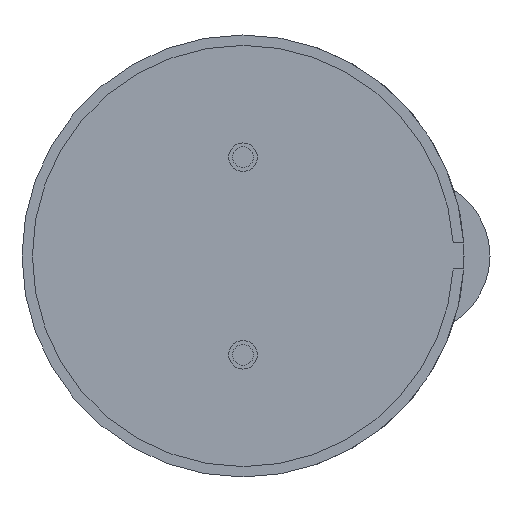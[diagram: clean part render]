
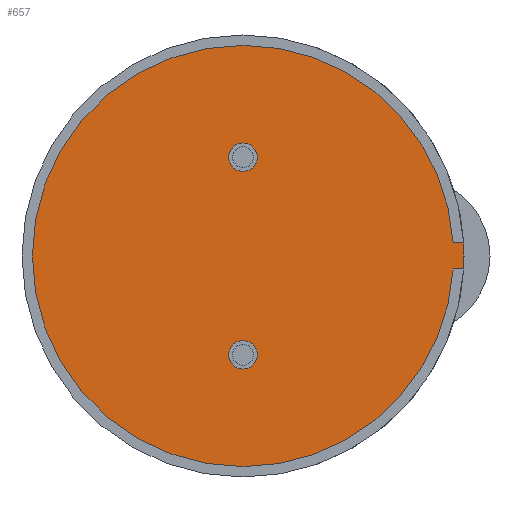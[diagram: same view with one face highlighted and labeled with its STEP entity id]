
A CAD part, front view. The second image highlights one B-rep face of the part: STEP entity #657.
In plain terms, the highlighted planar face has unit normal (0, -1, 0).
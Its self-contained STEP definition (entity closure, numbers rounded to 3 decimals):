
#3 = AXIS2_PLACEMENT_3D ( 'NONE', #679, #1116, #125 ) ;
#9 = VERTEX_POINT ( 'NONE', #1002 ) ;
#12 = ORIENTED_EDGE ( 'NONE', *, *, #1055, .T. ) ;
#46 = ORIENTED_EDGE ( 'NONE', *, *, #145, .F. ) ;
#50 = CIRCLE ( 'NONE', #3, 8.1 ) ;
#59 = ORIENTED_EDGE ( 'NONE', *, *, #934, .F. ) ;
#60 = PLANE ( 'NONE',  #367 ) ;
#96 = DIRECTION ( 'NONE',  ( 0., 0., -1. ) ) ;
#125 = DIRECTION ( 'NONE',  ( 0., 0., -1. ) ) ;
#144 = EDGE_LOOP ( 'NONE', ( #509, #1061 ) ) ;
#145 = EDGE_CURVE ( 'NONE', #835, #536, #1070, .T. ) ;
#149 = CARTESIAN_POINT ( 'NONE',  ( 0., 0.5, 3.8 ) ) ;
#156 = CARTESIAN_POINT ( 'NONE',  ( 0., 0.5, 0. ) ) ;
#168 = EDGE_LOOP ( 'NONE', ( #967, #738, #12, #777, #229, #382 ) ) ;
#170 = VERTEX_POINT ( 'NONE', #954 ) ;
#215 = EDGE_CURVE ( 'NONE', #577, #575, #548, .T. ) ;
#229 = ORIENTED_EDGE ( 'NONE', *, *, #215, .T. ) ;
#234 = DIRECTION ( 'NONE',  ( 0., 0., -1. ) ) ;
#240 = CIRCLE ( 'NONE', #713, 0.55 ) ;
#244 = CARTESIAN_POINT ( 'NONE',  ( 8.485, 0.5, -0.5 ) ) ;
#251 = DIRECTION ( 'NONE',  ( 0., -1., 0. ) ) ;
#263 = EDGE_CURVE ( 'NONE', #925, #358, #240, .T. ) ;
#330 = DIRECTION ( 'NONE',  ( 0., -1., 0. ) ) ;
#358 = VERTEX_POINT ( 'NONE', #927 ) ;
#367 = AXIS2_PLACEMENT_3D ( 'NONE', #767, #707, #1078 ) ;
#378 = DIRECTION ( 'NONE',  ( 0., 0., -1. ) ) ;
#382 = ORIENTED_EDGE ( 'NONE', *, *, #982, .T. ) ;
#393 = CARTESIAN_POINT ( 'NONE',  ( 8.085, 0.5, 0.5 ) ) ;
#397 = DIRECTION ( 'NONE',  ( 1., 0., 0. ) ) ;
#446 = DIRECTION ( 'NONE',  ( 0., -1., 0. ) ) ;
#455 = AXIS2_PLACEMENT_3D ( 'NONE', #893, #251, #234 ) ;
#465 = VECTOR ( 'NONE', #661, 1000. ) ;
#498 = FACE_OUTER_BOUND ( 'NONE', #168, .T. ) ;
#503 = CARTESIAN_POINT ( 'NONE',  ( 8.085, 0.5, 0.5 ) ) ;
#509 = ORIENTED_EDGE ( 'NONE', *, *, #263, .F. ) ;
#536 = VERTEX_POINT ( 'NONE', #1036 ) ;
#548 = CIRCLE ( 'NONE', #869, 8.1 ) ;
#567 = LINE ( 'NONE', #503, #465 ) ;
#575 = VERTEX_POINT ( 'NONE', #1054 ) ;
#577 = VERTEX_POINT ( 'NONE', #597 ) ;
#592 = EDGE_CURVE ( 'NONE', #358, #925, #706, .T. ) ;
#597 = CARTESIAN_POINT ( 'NONE',  ( 0., 0.5, -8.1 ) ) ;
#603 = AXIS2_PLACEMENT_3D ( 'NONE', #149, #330, #778 ) ;
#604 = VERTEX_POINT ( 'NONE', #244 ) ;
#607 = DIRECTION ( 'NONE',  ( 0., 0., -1. ) ) ;
#625 = CARTESIAN_POINT ( 'NONE',  ( 0., 0.5, 3.25 ) ) ;
#657 = ADVANCED_FACE ( 'NONE', ( #788, #751, #498 ), #60, .T. ) ;
#661 = DIRECTION ( 'NONE',  ( -1., 0., 0. ) ) ;
#678 = CIRCLE ( 'NONE', #825, 8.1 ) ;
#679 = CARTESIAN_POINT ( 'NONE',  ( 0., 0.5, 0. ) ) ;
#706 = CIRCLE ( 'NONE', #603, 0.55 ) ;
#707 = DIRECTION ( 'NONE',  ( 0., -1., 0. ) ) ;
#713 = AXIS2_PLACEMENT_3D ( 'NONE', #811, #446, #96 ) ;
#738 = ORIENTED_EDGE ( 'NONE', *, *, #1103, .T. ) ;
#751 = FACE_BOUND ( 'NONE', #911, .T. ) ;
#767 = CARTESIAN_POINT ( 'NONE',  ( 0., 0.5, 0. ) ) ;
#770 = AXIS2_PLACEMENT_3D ( 'NONE', #156, #968, #607 ) ;
#777 = ORIENTED_EDGE ( 'NONE', *, *, #1132, .T. ) ;
#778 = DIRECTION ( 'NONE',  ( 0., 0., -1. ) ) ;
#788 = FACE_BOUND ( 'NONE', #144, .T. ) ;
#808 = DIRECTION ( 'NONE',  ( 0., 0., -1. ) ) ;
#811 = CARTESIAN_POINT ( 'NONE',  ( 0., 0.5, 3.8 ) ) ;
#819 = CARTESIAN_POINT ( 'NONE',  ( 0., 0.5, -3.8 ) ) ;
#825 = AXIS2_PLACEMENT_3D ( 'NONE', #870, #1130, #1120 ) ;
#833 = AXIS2_PLACEMENT_3D ( 'NONE', #819, #923, #378 ) ;
#835 = VERTEX_POINT ( 'NONE', #904 ) ;
#837 = CARTESIAN_POINT ( 'NONE',  ( 8.485, 0.5, -0.5 ) ) ;
#869 = AXIS2_PLACEMENT_3D ( 'NONE', #1042, #1134, #808 ) ;
#870 = CARTESIAN_POINT ( 'NONE',  ( 0., 0.5, 0. ) ) ;
#893 = CARTESIAN_POINT ( 'NONE',  ( 0., 0.5, -3.8 ) ) ;
#904 = CARTESIAN_POINT ( 'NONE',  ( 0., 0.5, -4.35 ) ) ;
#911 = EDGE_LOOP ( 'NONE', ( #46, #59 ) ) ;
#923 = DIRECTION ( 'NONE',  ( 0., -1., 0. ) ) ;
#925 = VERTEX_POINT ( 'NONE', #625 ) ;
#927 = CARTESIAN_POINT ( 'NONE',  ( 0., 0.5, 4.35 ) ) ;
#928 = LINE ( 'NONE', #837, #1052 ) ;
#934 = EDGE_CURVE ( 'NONE', #536, #835, #1115, .T. ) ;
#954 = CARTESIAN_POINT ( 'NONE',  ( 0., 0.5, 8.1 ) ) ;
#967 = ORIENTED_EDGE ( 'NONE', *, *, #1159, .T. ) ;
#968 = DIRECTION ( 'NONE',  ( 0., -1., 0. ) ) ;
#982 = EDGE_CURVE ( 'NONE', #575, #604, #928, .T. ) ;
#987 = VERTEX_POINT ( 'NONE', #393 ) ;
#1002 = CARTESIAN_POINT ( 'NONE',  ( 8.485, 0.5, 0.5 ) ) ;
#1036 = CARTESIAN_POINT ( 'NONE',  ( 0., 0.5, -3.25 ) ) ;
#1042 = CARTESIAN_POINT ( 'NONE',  ( 0., 0.5, 0. ) ) ;
#1052 = VECTOR ( 'NONE', #397, 1000. ) ;
#1054 = CARTESIAN_POINT ( 'NONE',  ( 8.085, 0.5, -0.5 ) ) ;
#1055 = EDGE_CURVE ( 'NONE', #987, #170, #678, .T. ) ;
#1061 = ORIENTED_EDGE ( 'NONE', *, *, #592, .F. ) ;
#1070 = CIRCLE ( 'NONE', #455, 0.55 ) ;
#1078 = DIRECTION ( 'NONE',  ( 0., 0., -1. ) ) ;
#1103 = EDGE_CURVE ( 'NONE', #9, #987, #567, .T. ) ;
#1115 = CIRCLE ( 'NONE', #833, 0.55 ) ;
#1116 = DIRECTION ( 'NONE',  ( 0., -1., 0. ) ) ;
#1120 = DIRECTION ( 'NONE',  ( 0., 0., -1. ) ) ;
#1130 = DIRECTION ( 'NONE',  ( 0., -1., 0. ) ) ;
#1132 = EDGE_CURVE ( 'NONE', #170, #577, #50, .T. ) ;
#1134 = DIRECTION ( 'NONE',  ( 0., -1., 0. ) ) ;
#1159 = EDGE_CURVE ( 'NONE', #604, #9, #1162, .T. ) ;
#1162 = CIRCLE ( 'NONE', #770, 8.5 ) ;
